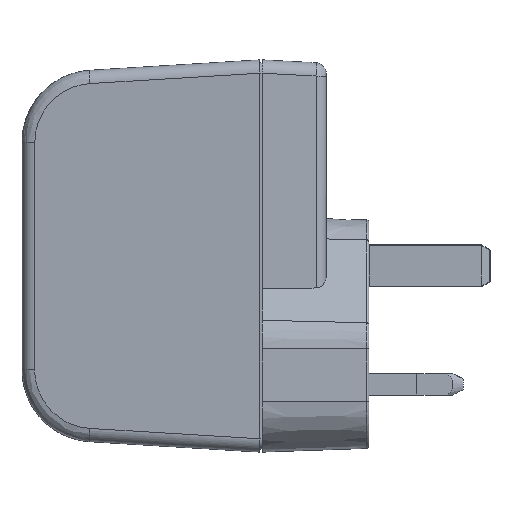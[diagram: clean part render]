
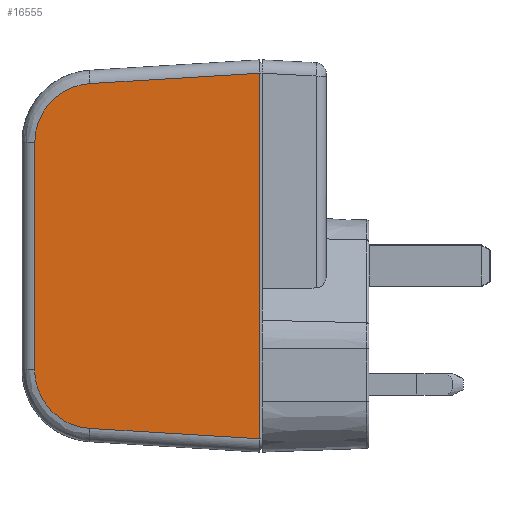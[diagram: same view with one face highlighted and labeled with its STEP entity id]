
A CAD part, left-side view. The second image highlights one B-rep face of the part: STEP entity #16555.
In plain terms, the highlighted face is planar.
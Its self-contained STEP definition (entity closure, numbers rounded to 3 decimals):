
#10888=DIRECTION('',(0.061,0.997,-0.044));
#10889=VECTOR('',#10888,31.87);
#10890=CARTESIAN_POINT('',(-34.251,0.5,
17.5));
#10891=LINE('',#10890,#10889);
#10892=CARTESIAN_POINT('',(-32.308,32.281,
16.112));
#10893=CARTESIAN_POINT('',(-32.308,32.287,
16.112));
#10894=CARTESIAN_POINT('',(-32.285,32.659,
16.096));
#10895=CARTESIAN_POINT('',(-32.121,34.091,
16.033));
#10896=CARTESIAN_POINT('',(-31.393,36.375,
15.934));
#10897=CARTESIAN_POINT('',(-29.603,39.122,
15.814));
#10898=CARTESIAN_POINT('',(-26.818,41.39,
15.715));
#10899=CARTESIAN_POINT('',(-23.837,42.452,
15.668));
#10900=CARTESIAN_POINT('',(-21.934,42.609,
15.661));
#10901=CARTESIAN_POINT('',(-21.329,42.609,
15.661));
#10903=CARTESIAN_POINT('',(21.329,42.609,15.661));
#10904=CARTESIAN_POINT('',(21.653,42.609,15.661));
#10905=CARTESIAN_POINT('',(22.3,42.58,15.663));
#10906=CARTESIAN_POINT('',(23.273,42.45,15.668));
#10907=CARTESIAN_POINT('',(24.232,42.234,15.678));
#10908=CARTESIAN_POINT('',(25.168,41.932,15.691));
#10909=CARTESIAN_POINT('',(26.07,41.55,15.708));
#10910=CARTESIAN_POINT('',(26.935,41.089,15.728));
#10911=CARTESIAN_POINT('',(27.756,40.553,15.751));
#10912=CARTESIAN_POINT('',(28.527,39.946,15.778));
#10913=CARTESIAN_POINT('',(29.242,39.271,15.807));
#10914=CARTESIAN_POINT('',(29.891,38.538,15.839));
#10915=CARTESIAN_POINT('',(30.471,37.752,15.874));
#10916=CARTESIAN_POINT('',(30.981,36.916,15.91));
#10917=CARTESIAN_POINT('',(31.413,36.04,15.948));
#10918=CARTESIAN_POINT('',(31.766,35.132,15.988));
#10919=CARTESIAN_POINT('',(32.035,34.198,16.029));
#10920=CARTESIAN_POINT('',(32.222,33.232,16.071));
#10921=CARTESIAN_POINT('',(32.289,32.598,16.098));
#10922=CARTESIAN_POINT('',(32.308,32.281,16.112));
#10924=DIRECTION('',(0.061,-0.997,0.044));
#10925=VECTOR('',#10924,31.87);
#10926=CARTESIAN_POINT('',(32.308,32.281,16.112));
#10927=LINE('',#10926,#10925);
#10928=DIRECTION('',(-1.,0.,0.));
#10929=VECTOR('',#10928,68.503);
#10930=CARTESIAN_POINT('',(34.251,0.5,
17.5));
#10931=LINE('',#10930,#10929);
#10942=DIRECTION('',(-1.,0.,0.));
#10943=VECTOR('',#10942,42.657);
#10944=CARTESIAN_POINT('',(21.329,42.609,15.661));
#10945=LINE('',#10944,#10943);
#11042=CARTESIAN_POINT('',(34.251,0.5,
17.5));
#15311=CARTESIAN_POINT('',(32.308,32.281,16.112));
#15312=VERTEX_POINT('',#15311);
#15313=VERTEX_POINT('',#11042);
#15314=VERTEX_POINT('',#10903);
#15315=CARTESIAN_POINT('',(-34.251,0.5,
17.5));
#15316=CARTESIAN_POINT('',(-32.308,32.281,
16.112));
#15317=VERTEX_POINT('',#15315);
#15318=VERTEX_POINT('',#15316);
#15319=VERTEX_POINT('',#10901);
#16538=CARTESIAN_POINT('',(-37.773,-0.493,
17.543));
#16539=DIRECTION('',(0.,0.044,0.999));
#16540=DIRECTION('',(1.,0.,0.));
#16541=AXIS2_PLACEMENT_3D('',#16538,#16539,#16540);
#16542=PLANE('',#16541);
#16544=ORIENTED_EDGE('',*,*,#16543,.T.);
#16546=ORIENTED_EDGE('',*,*,#16545,.T.);
#16548=ORIENTED_EDGE('',*,*,#16547,.F.);
#16549=ORIENTED_EDGE('',*,*,#16530,.T.);
#16550=ORIENTED_EDGE('',*,*,#16460,.T.);
#16552=ORIENTED_EDGE('',*,*,#16551,.T.);
#16553=EDGE_LOOP('',(#16544,#16546,#16548,#16549,#16550,#16552));
#16554=FACE_OUTER_BOUND('',#16553,.F.);
#16555=ADVANCED_FACE('',(#16554),#16542,.T.);
#10902=B_SPLINE_CURVE_WITH_KNOTS('',3,(#10892,#10893,#10894,#10895,#10896,
#10897,#10898,#10899,#10900,#10901),.UNSPECIFIED.,.F.,.F.,(4,1,1,1,1,1,1,4),(
0.,0.001,0.072,0.25,0.438,
0.656,0.891,1.),.UNSPECIFIED.);
#10923=B_SPLINE_CURVE_WITH_KNOTS('',3,(#10903,#10904,#10905,#10906,#10907,
#10908,#10909,#10910,#10911,#10912,#10913,#10914,#10915,#10916,#10917,#10918,
#10919,#10920,#10921,#10922),.UNSPECIFIED.,.F.,.F.,(4,1,1,1,1,1,1,1,1,1,1,1,1,1,
1,1,1,4),(0.,0.059,0.118,0.176,
0.235,0.294,0.353,0.412,
0.471,0.529,0.588,0.647,
0.706,0.765,0.824,0.882,
0.941,1.),.UNSPECIFIED.);
#16460=EDGE_CURVE('',#15312,#15313,#10927,.T.);
#16530=EDGE_CURVE('',#15314,#15312,#10923,.T.);
#16543=EDGE_CURVE('',#15317,#15318,#10891,.T.);
#16545=EDGE_CURVE('',#15318,#15319,#10902,.T.);
#16547=EDGE_CURVE('',#15314,#15319,#10945,.T.);
#16551=EDGE_CURVE('',#15313,#15317,#10931,.T.);
